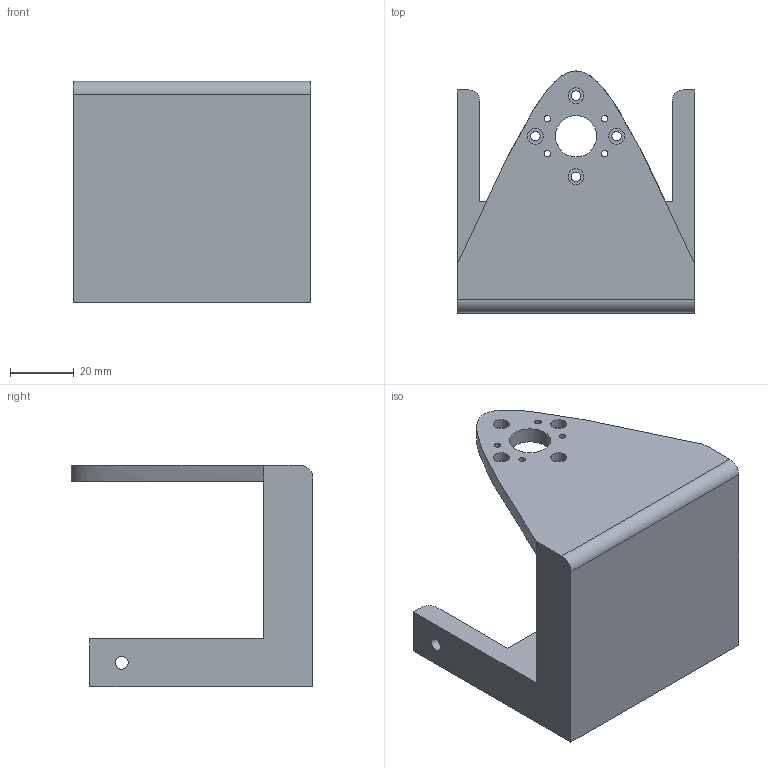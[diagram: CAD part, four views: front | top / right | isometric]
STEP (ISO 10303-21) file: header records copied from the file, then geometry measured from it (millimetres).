
FILE_DESCRIPTION(/* description */ (''),/* implementation_level */ '2;1');
FILE_NAME(/* name */ 'Base Motor Brackey_v3.step',/* time_stamp */ '2023-12-13T12:02:42-06:00',/* author */ (''),/* organization */ (''),/* preprocessor_version */ 'ST-DEVELOPER v20',/* originating_system */ 'Autodesk Translation Framework v12.14.0.127',/* authorisation */ '');
FILE_SCHEMA (('AUTOMOTIVE_DESIGN { 1 0 10303 214 3 1 1 }'));
Length unit declared in the file: millimetre
Products named in the file (1): Base Motor Brackey
Bounding box: 74.46 x 75.88 x 69.5 mm (x, y, z)
Volume: 120926.1 mm3; surface area: 27314.3 mm2
Topology: 1 solids, 1 shells, 36 faces, 88 edges, 58 vertices
Faces by surface type: cylinder 18, plane 17, bspline 1
Full cylindrical faces by diameter (mm): 2 x4, 3 x4, 4 x2, 5 x4, 13 x1
Entity records: 1148 total; most frequent: DIRECTION 194, CARTESIAN_POINT 192, ORIENTED_EDGE 176, EDGE_CURVE 88, AXIS2_PLACEMENT_3D 72, EDGE_LOOP 62, VERTEX_POINT 58, LINE 50
